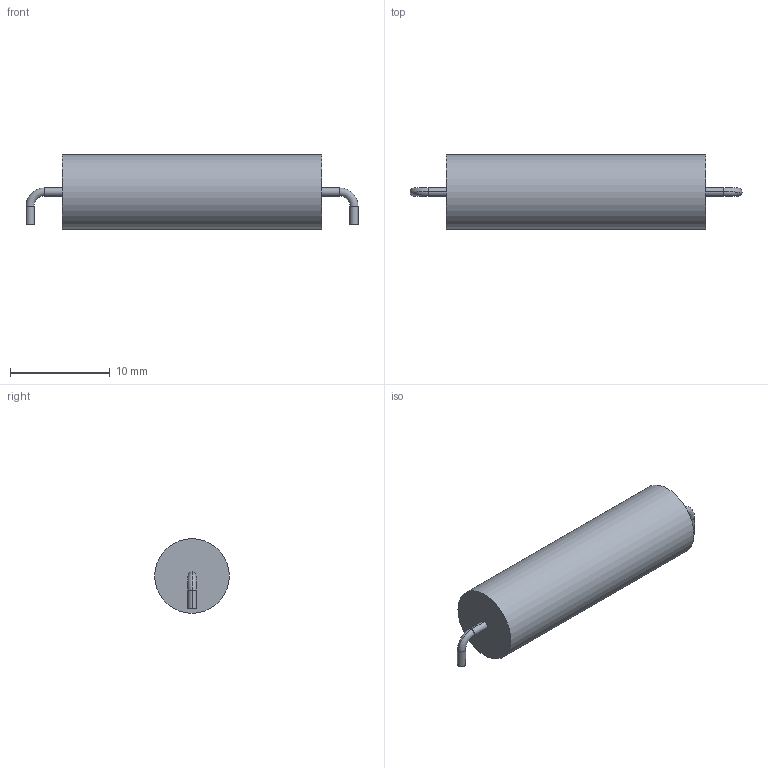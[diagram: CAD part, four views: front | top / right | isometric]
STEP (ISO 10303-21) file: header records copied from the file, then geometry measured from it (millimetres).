
FILE_DESCRIPTION(('FreeCAD Model'),'2;1');
FILE_NAME('parts/3DModels/R_10K_HV/part_sp.step','2017-12-27T12:09:34',('kicad StepUp'),('ksu MCAD'), 'Open CASCADE STEP processor 6.8','FreeCAD','Unknown');
FILE_SCHEMA(('AUTOMOTIVE_DESIGN_CC2 { 1 2 10303 214 -1 1 5 4 }'));
Length unit declared in the file: millimetre
Products named in the file (1): part_sp
Bounding box: 33.32 x 7.49 x 7.49 mm (x, y, z)
Volume: 1153.1 mm3; surface area: 730.6 mm2
Topology: 1 solids, 1 shells, 17 faces, 31 edges, 18 vertices
Faces by surface type: cylinder 9, torus 4, plane 4
Full cylindrical faces by diameter (mm): 7.493 x1
Entity records: 554 total; most frequent: DIRECTION 88, CARTESIAN_POINT 68, ORIENTED_EDGE 62, AXIS2_PLACEMENT_3D 40, EDGE_CURVE 31, CIRCLE 22, FACE_BOUND 19, EDGE_LOOP 19
